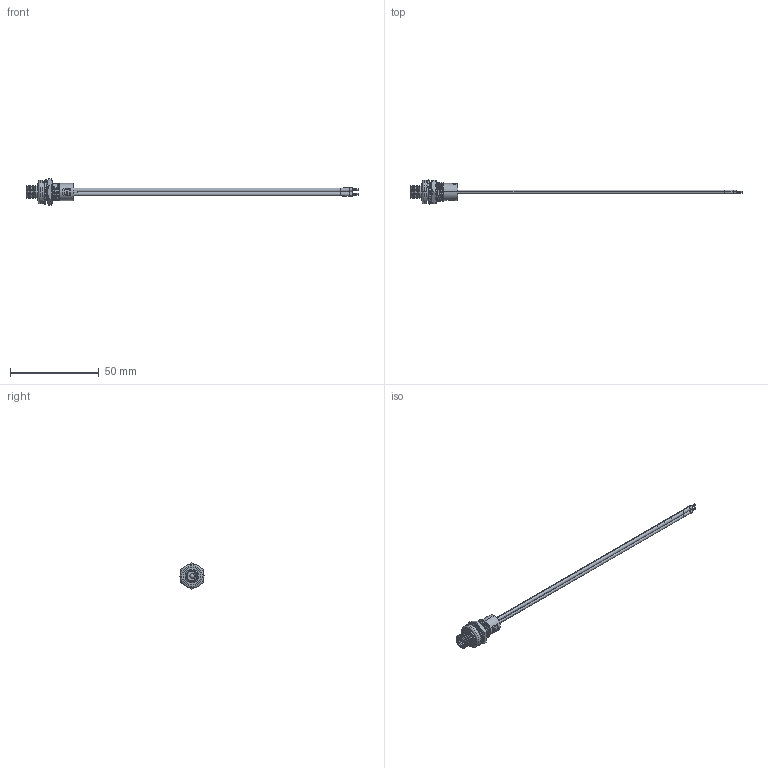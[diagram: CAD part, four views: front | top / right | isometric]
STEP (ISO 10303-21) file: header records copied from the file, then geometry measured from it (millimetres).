
FILE_DESCRIPTION (( 'STEP AP203' ), '1' );
FILE_NAME ('10-03671.STEP', '2020-06-01T22:10:14', ( '' ), ( '' ), 'SwSTEP 2.0', 'SolidWorks 2015', '' );
FILE_SCHEMA (( 'CONFIG_CONTROL_DESIGN' ));
Length unit declared in the file: millimetre
Products named in the file (10): 50-00617; 24-00333; 50-00617 shell; 56-00001_Helical - Render; 50-00617 ground terminal; 10-03671; 50-00617 insulator; 50-00617 center terminal; 56-00000; 30-00795_5mm
Assembly tree (9 placements, depth 3):
  10-03671
    50-00617
      50-00617 insulator
      50-00617 ground terminal
      50-00617 center terminal
      50-00617 shell
    24-00333
    30-00795_5mm
    56-00000
    56-00001_Helical - Render
Bounding box: 187 x 13.54 x 15.01 mm (x, y, z)
Volume: 2879.4 mm3; surface area: 17860 mm2
Topology: 177 solids, 177 shells, 1185 faces, 2378 edges, 1568 vertices
Faces by surface type: cylinder 592, plane 431, bspline 118, cone 36, sphere 4, torus 4
Entity records: 57847 total; most frequent: CARTESIAN_POINT 32097, DIRECTION 5324, ORIENTED_EDGE 4748, EDGE_CURVE 2374, AXIS2_PLACEMENT_3D 2282, VERTEX_POINT 1568, EDGE_LOOP 1386, CIRCLE 1202
